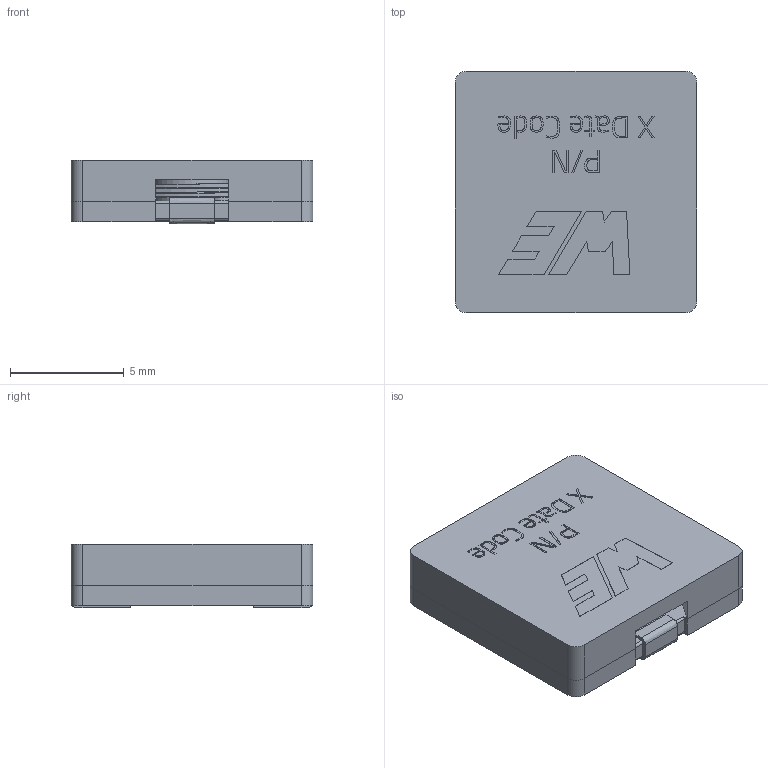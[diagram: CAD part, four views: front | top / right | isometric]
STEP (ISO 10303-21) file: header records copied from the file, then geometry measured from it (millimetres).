
FILE_DESCRIPTION(/* description */ ('Unknown'),/* implementation_level */ '2;1');
FILE_NAME(/* name */ '744323xxx',/* time_stamp */ '2024-05-08T16:00:00+02:00',/* author */ ('Unknown'),/* organization */ ('Unknown'),/* preprocessor_version */ 'ST-DEVELOPER v16.7',/* originating_system */ 'Solid Edge',/* authorisation */ 'Unknown');
FILE_SCHEMA (('AUTOMOTIVE_DESIGN {1 0 10303 214 3 1 1}'));
Length unit declared in the file: millimetre
Products named in the file (4): 744323x; Gehäuse; Boden; Spule
Assembly tree (3 placements, depth 2):
  744323x
    Gehäuse
    Boden
    Spule
Bounding box: 10.6 x 10.6 x 2.8 mm (x, y, z)
Volume: 266.9 mm3; surface area: 917.9 mm2
Topology: 3 solids, 3 shells, 222 faces, 566 edges, 372 vertices
Faces by surface type: plane 149, bspline 52, cylinder 21
Full cylindrical faces by diameter (mm): 3.4 x1
Entity records: 9654 total; most frequent: CARTESIAN_POINT 3365, ORIENTED_EDGE 1126, DIRECTION 749, EDGE_CURVE 563, VERTEX_POINT 372, LINE 293, VECTOR 293, EDGE_LOOP 247
